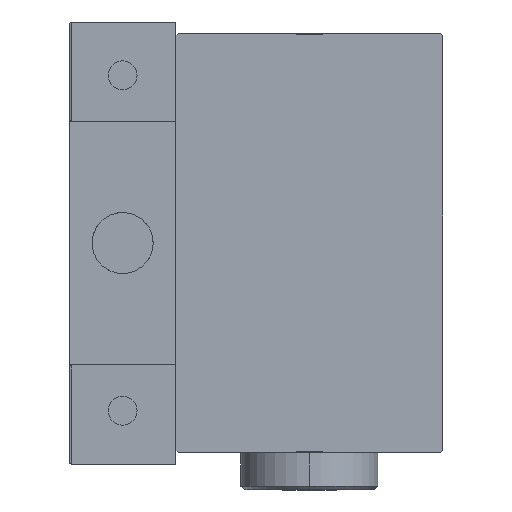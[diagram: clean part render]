
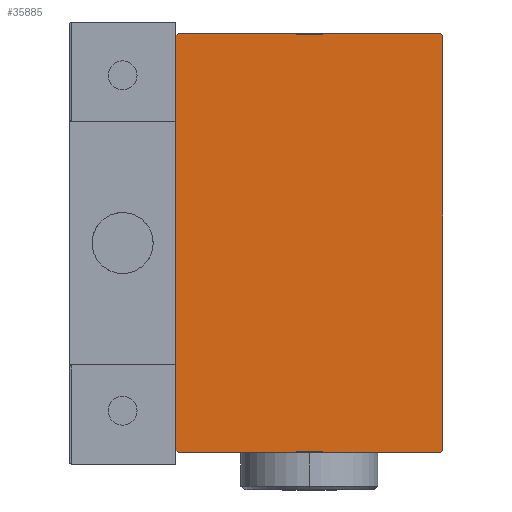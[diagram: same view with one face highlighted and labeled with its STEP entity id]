
A CAD part, left-side view. The second image highlights one B-rep face of the part: STEP entity #35885.
In plain terms, the highlighted face is planar.
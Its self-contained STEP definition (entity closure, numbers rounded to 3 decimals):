
#646 = DIRECTION ( 'NONE',  ( 0., -0.707, 0.707 ) ) ;
#673 = ORIENTED_EDGE ( 'NONE', *, *, #9937, .T. ) ;
#749 = VECTOR ( 'NONE', #41162, 1000. ) ;
#1897 = CARTESIAN_POINT ( 'NONE',  ( 96., -22.35, -22.35 ) ) ;
#2427 = VERTEX_POINT ( 'NONE', #46880 ) ;
#4810 = CARTESIAN_POINT ( 'NONE',  ( 96., -22.35, 22.35 ) ) ;
#4848 = EDGE_CURVE ( 'NONE', #15783, #48298, #15844, .T. ) ;
#6496 = LINE ( 'NONE', #25970, #33511 ) ;
#6539 = CARTESIAN_POINT ( 'NONE',  ( 96., -17.5, 27.2 ) ) ;
#6929 = ORIENTED_EDGE ( 'NONE', *, *, #9390, .T. ) ;
#7090 = DIRECTION ( 'NONE',  ( 1., 0., 0. ) ) ;
#8719 = LINE ( 'NONE', #48779, #31229 ) ;
#9310 = LINE ( 'NONE', #40266, #47745 ) ;
#9390 = EDGE_CURVE ( 'NONE', #16092, #27747, #6496, .T. ) ;
#9741 = DIRECTION ( 'NONE',  ( 0., 0., -1. ) ) ;
#9937 = EDGE_CURVE ( 'NONE', #27747, #28859, #13388, .T. ) ;
#10346 = EDGE_LOOP ( 'NONE', ( #17386, #25543, #38967, #41862, #6929, #673, #50342, #36674 ) ) ;
#10465 = VERTEX_POINT ( 'NONE', #19420 ) ;
#11922 = AXIS2_PLACEMENT_3D ( 'NONE', #38302, #7090, #25822 ) ;
#12611 = DIRECTION ( 'NONE',  ( 0., -0.707, -0.707 ) ) ;
#12613 = CARTESIAN_POINT ( 'NONE',  ( 96., 22.35, 22.35 ) ) ;
#13347 = EDGE_CURVE ( 'NONE', #48298, #27712, #9310, .T. ) ;
#13388 = LINE ( 'NONE', #4810, #31835 ) ;
#15758 = EDGE_CURVE ( 'NONE', #28859, #10465, #8719, .T. ) ;
#15783 = VERTEX_POINT ( 'NONE', #45377 ) ;
#15844 = LINE ( 'NONE', #31695, #50368 ) ;
#16092 = VERTEX_POINT ( 'NONE', #44193 ) ;
#16645 = VECTOR ( 'NONE', #646, 1000. ) ;
#17386 = ORIENTED_EDGE ( 'NONE', *, *, #4848, .T. ) ;
#19420 = CARTESIAN_POINT ( 'NONE',  ( 96., -17.5, -27.2 ) ) ;
#19900 = LINE ( 'NONE', #35761, #47362 ) ;
#21384 = EDGE_CURVE ( 'NONE', #10465, #15783, #45068, .T. ) ;
#24421 = EDGE_CURVE ( 'NONE', #27712, #2427, #19900, .T. ) ;
#25182 = EDGE_CURVE ( 'NONE', #2427, #16092, #33147, .T. ) ;
#25315 = DIRECTION ( 'NONE',  ( 0., 0., 1. ) ) ;
#25543 = ORIENTED_EDGE ( 'NONE', *, *, #13347, .T. ) ;
#25822 = DIRECTION ( 'NONE',  ( 0., 0., -1. ) ) ;
#25970 = CARTESIAN_POINT ( 'NONE',  ( 96., 17.5, 27.5 ) ) ;
#26236 = DIRECTION ( 'NONE',  ( 0., -1., 0. ) ) ;
#27712 = VERTEX_POINT ( 'NONE', #49758 ) ;
#27747 = VERTEX_POINT ( 'NONE', #31513 ) ;
#27792 = DIRECTION ( 'NONE',  ( 0., 1., 0. ) ) ;
#28859 = VERTEX_POINT ( 'NONE', #6539 ) ;
#31229 = VECTOR ( 'NONE', #9741, 1000. ) ;
#31513 = CARTESIAN_POINT ( 'NONE',  ( 96., -17.2, 27.5 ) ) ;
#31695 = CARTESIAN_POINT ( 'NONE',  ( 96., -17.5, -27.5 ) ) ;
#31835 = VECTOR ( 'NONE', #12611, 1000. ) ;
#33147 = LINE ( 'NONE', #12613, #16645 ) ;
#33511 = VECTOR ( 'NONE', #26236, 1000. ) ;
#35761 = CARTESIAN_POINT ( 'NONE',  ( 96., 17.5, -27.5 ) ) ;
#35885 = ADVANCED_FACE ( 'NONE', ( #38805 ), #42694, .T. ) ;
#36674 = ORIENTED_EDGE ( 'NONE', *, *, #21384, .T. ) ;
#37508 = CARTESIAN_POINT ( 'NONE',  ( 96., 17.2, -27.5 ) ) ;
#38302 = CARTESIAN_POINT ( 'NONE',  ( 96., 0., 0. ) ) ;
#38805 = FACE_OUTER_BOUND ( 'NONE', #10346, .T. ) ;
#38967 = ORIENTED_EDGE ( 'NONE', *, *, #24421, .T. ) ;
#40266 = CARTESIAN_POINT ( 'NONE',  ( 96., 22.35, -22.35 ) ) ;
#40517 = DIRECTION ( 'NONE',  ( 0., 0.707, 0.707 ) ) ;
#41162 = DIRECTION ( 'NONE',  ( 0., 0.707, -0.707 ) ) ;
#41862 = ORIENTED_EDGE ( 'NONE', *, *, #25182, .T. ) ;
#42694 = PLANE ( 'NONE',  #11922 ) ;
#44193 = CARTESIAN_POINT ( 'NONE',  ( 96., 17.2, 27.5 ) ) ;
#45068 = LINE ( 'NONE', #1897, #749 ) ;
#45377 = CARTESIAN_POINT ( 'NONE',  ( 96., -17.2, -27.5 ) ) ;
#46880 = CARTESIAN_POINT ( 'NONE',  ( 96., 17.5, 27.2 ) ) ;
#47362 = VECTOR ( 'NONE', #25315, 1000. ) ;
#47745 = VECTOR ( 'NONE', #40517, 1000. ) ;
#48298 = VERTEX_POINT ( 'NONE', #37508 ) ;
#48779 = CARTESIAN_POINT ( 'NONE',  ( 96., -17.5, 27.5 ) ) ;
#49758 = CARTESIAN_POINT ( 'NONE',  ( 96., 17.5, -27.2 ) ) ;
#50342 = ORIENTED_EDGE ( 'NONE', *, *, #15758, .T. ) ;
#50368 = VECTOR ( 'NONE', #27792, 1000. ) ;
